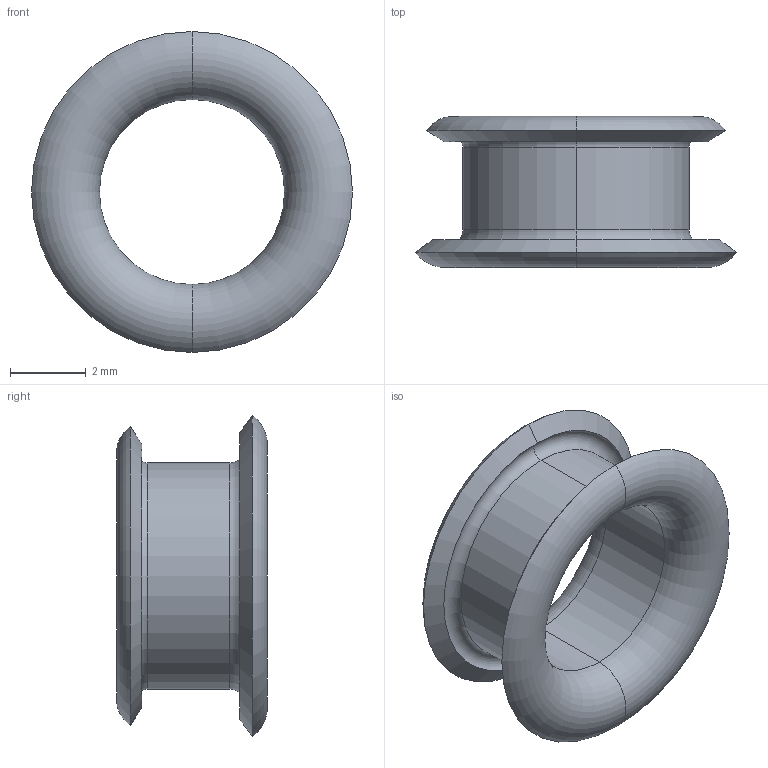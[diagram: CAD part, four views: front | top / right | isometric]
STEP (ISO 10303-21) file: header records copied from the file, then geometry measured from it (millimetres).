
FILE_DESCRIPTION (( 'STEP AP203' ), '1' );
FILE_NAME ('1279-B2P-A.STEP', '2015-10-07T12:53:41', ( '' ), ( '' ), 'SwSTEP 2.0', 'SolidWorks 2015', '' );
FILE_SCHEMA (( 'CONFIG_CONTROL_DESIGN' ));
Length unit declared in the file: millimetre
Products named in the file (1): 1279-B2P-A
Bounding box: 8.5 x 4 x 8.5 mm (x, y, z)
Volume: 56.1 mm3; surface area: 229.9 mm2
Topology: 1 solids, 1 shells, 16 faces, 32 edges, 16 vertices
Faces by surface type: torus 8, cone 4, cylinder 4
Entity records: 493 total; most frequent: DIRECTION 90, CARTESIAN_POINT 65, ORIENTED_EDGE 64, AXIS2_PLACEMENT_3D 41, EDGE_CURVE 32, CIRCLE 24, ADVANCED_FACE 16, FACE_OUTER_BOUND 16
